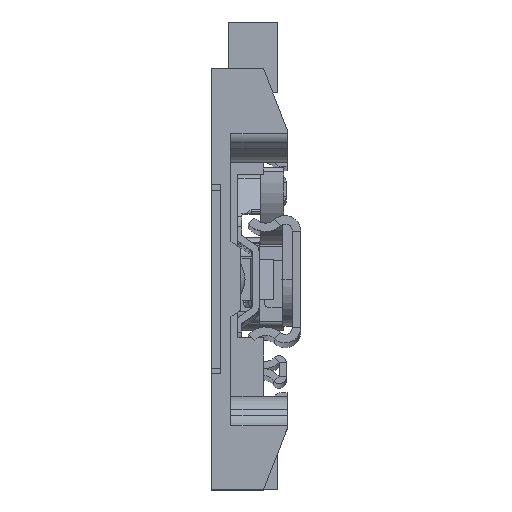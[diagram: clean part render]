
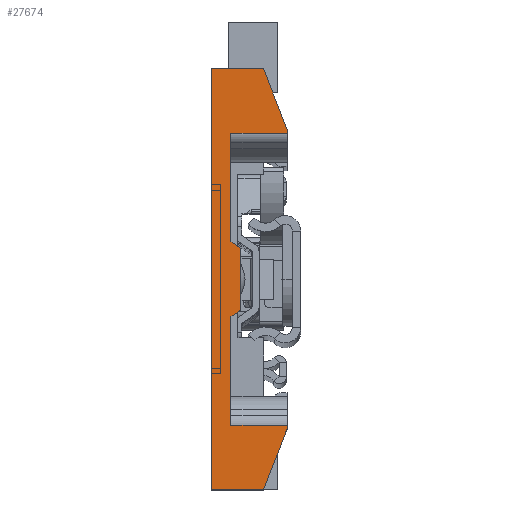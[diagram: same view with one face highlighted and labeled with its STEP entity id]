
A CAD part, top view. The second image highlights one B-rep face of the part: STEP entity #27674.
In plain terms, the highlighted face is planar.
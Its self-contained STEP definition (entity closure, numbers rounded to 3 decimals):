
#89 = CARTESIAN_POINT ( 'NONE',  ( 82., 16.2, -30. ) ) ;
#211 = VECTOR ( 'NONE', #526, 1000. ) ;
#398 = LINE ( 'NONE', #13447, #31969 ) ;
#511 = EDGE_CURVE ( 'NONE', #9607, #19389, #11814, .T. ) ;
#526 = DIRECTION ( 'NONE',  ( 1., 0., 0. ) ) ;
#561 = DIRECTION ( 'NONE',  ( 0., -1., 0. ) ) ;
#567 = CARTESIAN_POINT ( 'NONE',  ( 81.243, 4.2, -30. ) ) ;
#1573 = DIRECTION ( 'NONE',  ( 1., 0., 0. ) ) ;
#1596 = CARTESIAN_POINT ( 'NONE',  ( 95., 11.1, -30. ) ) ;
#1644 = CARTESIAN_POINT ( 'NONE',  ( 43.4, 6.2, -30. ) ) ;
#1749 = CARTESIAN_POINT ( 'NONE',  ( 73., 6.2, -30. ) ) ;
#2409 = CARTESIAN_POINT ( 'NONE',  ( 18.757, 4.2, -30. ) ) ;
#2418 = ORIENTED_EDGE ( 'NONE', *, *, #10384, .T. ) ;
#3155 = EDGE_CURVE ( 'NONE', #20900, #18420, #398, .T. ) ;
#3190 = CARTESIAN_POINT ( 'NONE',  ( 18.757, 11.1, -30. ) ) ;
#3556 = VECTOR ( 'NONE', #30115, 1000. ) ;
#4776 = LINE ( 'NONE', #1596, #29019 ) ;
#4873 = EDGE_CURVE ( 'NONE', #26044, #23916, #7819, .T. ) ;
#4937 = VERTEX_POINT ( 'NONE', #19643 ) ;
#5663 = CARTESIAN_POINT ( 'NONE',  ( 73., 4.2, -30. ) ) ;
#5730 = VERTEX_POINT ( 'NONE', #22040 ) ;
#6124 = ORIENTED_EDGE ( 'NONE', *, *, #3155, .T. ) ;
#6298 = EDGE_CURVE ( 'NONE', #28448, #29917, #18027, .T. ) ;
#6337 = VECTOR ( 'NONE', #1573, 1000. ) ;
#6757 = ORIENTED_EDGE ( 'NONE', *, *, #28513, .T. ) ;
#7434 = DIRECTION ( 'NONE',  ( 1., 0., 0. ) ) ;
#7819 = LINE ( 'NONE', #18589, #24089 ) ;
#7871 = DIRECTION ( 'NONE',  ( -1., 0., 0. ) ) ;
#8918 = LINE ( 'NONE', #24472, #3556 ) ;
#9171 = VERTEX_POINT ( 'NONE', #1644 ) ;
#9607 = VERTEX_POINT ( 'NONE', #34261 ) ;
#10184 = CARTESIAN_POINT ( 'NONE',  ( 95., 0., -30. ) ) ;
#10384 = EDGE_CURVE ( 'NONE', #24696, #17770, #28523, .T. ) ;
#10610 = CARTESIAN_POINT ( 'NONE',  ( 42., 4.2, -30. ) ) ;
#10673 = ORIENTED_EDGE ( 'NONE', *, *, #14288, .T. ) ;
#10695 = DIRECTION ( 'NONE',  ( 0., 1., 0. ) ) ;
#10852 = PLANE ( 'NONE',  #15696 ) ;
#11251 = DIRECTION ( 'NONE',  ( 0.574, -0.819, 0. ) ) ;
#11814 = LINE ( 'NONE', #3190, #26127 ) ;
#11934 = EDGE_CURVE ( 'NONE', #17770, #5730, #13718, .T. ) ;
#12276 = DIRECTION ( 'NONE',  ( 1., 0., 0. ) ) ;
#12570 = ORIENTED_EDGE ( 'NONE', *, *, #34317, .T. ) ;
#12897 = VECTOR ( 'NONE', #11251, 1000. ) ;
#13025 = ORIENTED_EDGE ( 'NONE', *, *, #33059, .T. ) ;
#13168 = DIRECTION ( 'NONE',  ( 0., 0., -1. ) ) ;
#13447 = CARTESIAN_POINT ( 'NONE',  ( 5., 11.144, -30. ) ) ;
#13556 = VECTOR ( 'NONE', #12276, 1000. ) ;
#13718 = LINE ( 'NONE', #24487, #20206 ) ;
#13762 = ORIENTED_EDGE ( 'NONE', *, *, #18121, .T. ) ;
#14288 = EDGE_CURVE ( 'NONE', #19389, #22531, #32846, .T. ) ;
#14630 = DIRECTION ( 'NONE',  ( 0.932, 0.362, 0. ) ) ;
#15270 = EDGE_CURVE ( 'NONE', #9171, #4937, #28754, .T. ) ;
#15683 = CARTESIAN_POINT ( 'NONE',  ( 42., 4.2, -30. ) ) ;
#15696 = AXIS2_PLACEMENT_3D ( 'NONE', #34871, #13168, #7871 ) ;
#16569 = LINE ( 'NONE', #30329, #12897 ) ;
#16929 = CARTESIAN_POINT ( 'NONE',  ( 0., 16.2, -30. ) ) ;
#17498 = DIRECTION ( 'NONE',  ( 0., -1., 0. ) ) ;
#17616 = VECTOR ( 'NONE', #26448, 1000. ) ;
#17621 = ORIENTED_EDGE ( 'NONE', *, *, #6298, .F. ) ;
#17770 = VERTEX_POINT ( 'NONE', #567 ) ;
#17927 = ORIENTED_EDGE ( 'NONE', *, *, #11934, .T. ) ;
#18027 = LINE ( 'NONE', #31620, #32623 ) ;
#18121 = EDGE_CURVE ( 'NONE', #18420, #9607, #30974, .T. ) ;
#18420 = VERTEX_POINT ( 'NONE', #30965 ) ;
#18589 = CARTESIAN_POINT ( 'NONE',  ( 82., 16.2, -30. ) ) ;
#19142 = EDGE_LOOP ( 'NONE', ( #28344, #20912, #17621, #12570, #6124, #13762, #22367, #10673, #13025, #19387, #6757, #2418, #17927, #20075 ) ) ;
#19387 = ORIENTED_EDGE ( 'NONE', *, *, #15270, .T. ) ;
#19389 = VERTEX_POINT ( 'NONE', #2409 ) ;
#19643 = CARTESIAN_POINT ( 'NONE',  ( 56.6, 6.2, -30. ) ) ;
#20075 = ORIENTED_EDGE ( 'NONE', *, *, #28408, .T. ) ;
#20206 = VECTOR ( 'NONE', #10695, 1000. ) ;
#20900 = VERTEX_POINT ( 'NONE', #20918 ) ;
#20912 = ORIENTED_EDGE ( 'NONE', *, *, #22689, .T. ) ;
#20918 = CARTESIAN_POINT ( 'NONE',  ( 5., 11.144, -30. ) ) ;
#21162 = LINE ( 'NONE', #26449, #26428 ) ;
#22040 = CARTESIAN_POINT ( 'NONE',  ( 81.243, 16.2, -30. ) ) ;
#22367 = ORIENTED_EDGE ( 'NONE', *, *, #511, .T. ) ;
#22531 = VERTEX_POINT ( 'NONE', #10610 ) ;
#22689 = EDGE_CURVE ( 'NONE', #23916, #29917, #4776, .T. ) ;
#22713 = CARTESIAN_POINT ( 'NONE',  ( 73., 4.2, -30. ) ) ;
#23630 = DIRECTION ( 'NONE',  ( 1., 0., 0. ) ) ;
#23916 = VERTEX_POINT ( 'NONE', #27578 ) ;
#24089 = VECTOR ( 'NONE', #26710, 1000. ) ;
#24472 = CARTESIAN_POINT ( 'NONE',  ( 5., 11.1, -30. ) ) ;
#24487 = CARTESIAN_POINT ( 'NONE',  ( 81.243, 11.1, -30. ) ) ;
#24696 = VERTEX_POINT ( 'NONE', #24851 ) ;
#24851 = CARTESIAN_POINT ( 'NONE',  ( 58., 4.2, -30. ) ) ;
#26044 = VERTEX_POINT ( 'NONE', #89 ) ;
#26119 = CARTESIAN_POINT ( 'NONE',  ( 5., 0., -30. ) ) ;
#26127 = VECTOR ( 'NONE', #561, 1000. ) ;
#26428 = VECTOR ( 'NONE', #23630, 1000. ) ;
#26448 = DIRECTION ( 'NONE',  ( 0.574, 0.819, 0. ) ) ;
#26449 = CARTESIAN_POINT ( 'NONE',  ( 0., 16.2, -30. ) ) ;
#26710 = DIRECTION ( 'NONE',  ( 0.932, -0.362, 0. ) ) ;
#26936 = FACE_OUTER_BOUND ( 'NONE', #19142, .T. ) ;
#27578 = CARTESIAN_POINT ( 'NONE',  ( 95., 11.144, -30. ) ) ;
#27674 = ADVANCED_FACE ( 'NONE', ( #26936 ), #10852, .T. ) ;
#28344 = ORIENTED_EDGE ( 'NONE', *, *, #4873, .T. ) ;
#28408 = EDGE_CURVE ( 'NONE', #5730, #26044, #21162, .T. ) ;
#28448 = VERTEX_POINT ( 'NONE', #26119 ) ;
#28513 = EDGE_CURVE ( 'NONE', #4937, #24696, #16569, .T. ) ;
#28523 = LINE ( 'NONE', #22713, #32292 ) ;
#28754 = LINE ( 'NONE', #1749, #6337 ) ;
#28874 = DIRECTION ( 'NONE',  ( 1., 0., 0. ) ) ;
#29019 = VECTOR ( 'NONE', #17498, 1000. ) ;
#29087 = LINE ( 'NONE', #15683, #17616 ) ;
#29917 = VERTEX_POINT ( 'NONE', #10184 ) ;
#30115 = DIRECTION ( 'NONE',  ( 0., 1., 0. ) ) ;
#30329 = CARTESIAN_POINT ( 'NONE',  ( 56.6, 6.2, -30. ) ) ;
#30965 = CARTESIAN_POINT ( 'NONE',  ( 18., 16.2, -30. ) ) ;
#30974 = LINE ( 'NONE', #16929, #211 ) ;
#31620 = CARTESIAN_POINT ( 'NONE',  ( 0., 0., -30. ) ) ;
#31969 = VECTOR ( 'NONE', #14630, 1000. ) ;
#32292 = VECTOR ( 'NONE', #28874, 1000. ) ;
#32623 = VECTOR ( 'NONE', #7434, 1000. ) ;
#32846 = LINE ( 'NONE', #5663, #13556 ) ;
#33059 = EDGE_CURVE ( 'NONE', #22531, #9171, #29087, .T. ) ;
#34261 = CARTESIAN_POINT ( 'NONE',  ( 18.757, 16.2, -30. ) ) ;
#34317 = EDGE_CURVE ( 'NONE', #28448, #20900, #8918, .T. ) ;
#34871 = CARTESIAN_POINT ( 'NONE',  ( 73., 11.1, -30. ) ) ;
